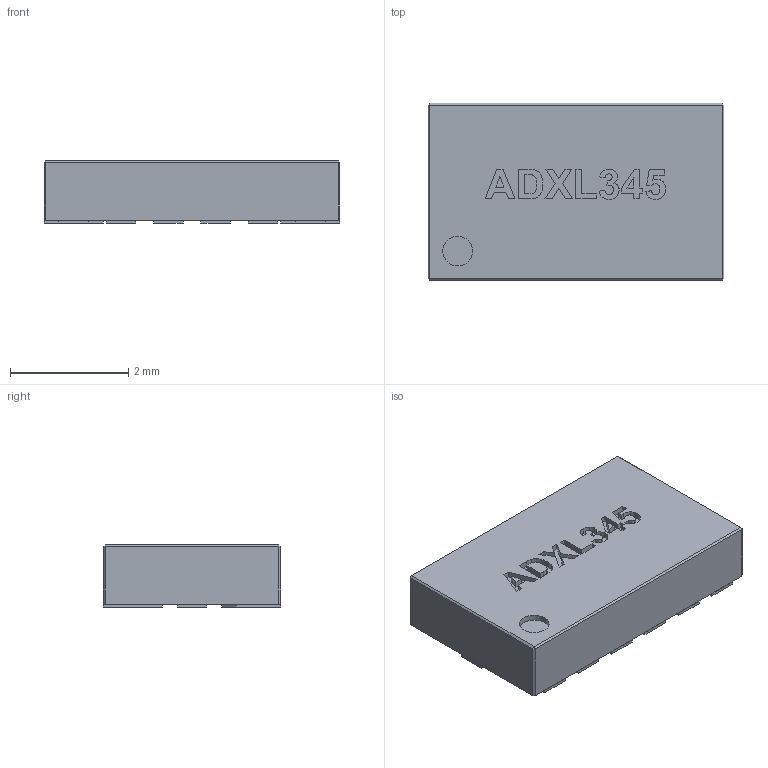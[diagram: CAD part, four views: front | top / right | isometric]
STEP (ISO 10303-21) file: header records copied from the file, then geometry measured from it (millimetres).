
FILE_DESCRIPTION(/* description */ (''),/* implementation_level */ '2;1');
FILE_NAME(/* name */ 'ADXL345_LGA-14_3x5mm.step',/* time_stamp */ '2019-11-14T09:51:42+01:00',/* author */ (''),/* organization */ (''),/* preprocessor_version */ 'ST-DEVELOPER v18',/* originating_system */ 'Autodesk Translation Framework v8.12.0.6',/* authorisation */ '');
FILE_SCHEMA (('AUTOMOTIVE_DESIGN { 1 0 10303 214 3 1 1 }'));
Length unit declared in the file: millimetre
Products named in the file (1): ADXL345_LGA-14_3x5mm
Bounding box: 5 x 3 x 1.05 mm (x, y, z)
Volume: 15.3 mm3; surface area: 63.4 mm2
Topology: 15 solids, 15 shells, 232 faces, 561 edges, 370 vertices
Faces by surface type: plane 175, bspline 55, cylinder 2
Entity records: 7218 total; most frequent: CARTESIAN_POINT 2099, ORIENTED_EDGE 1122, DIRECTION 811, EDGE_CURVE 561, LINE 447, VECTOR 447, VERTEX_POINT 370, EDGE_LOOP 243
